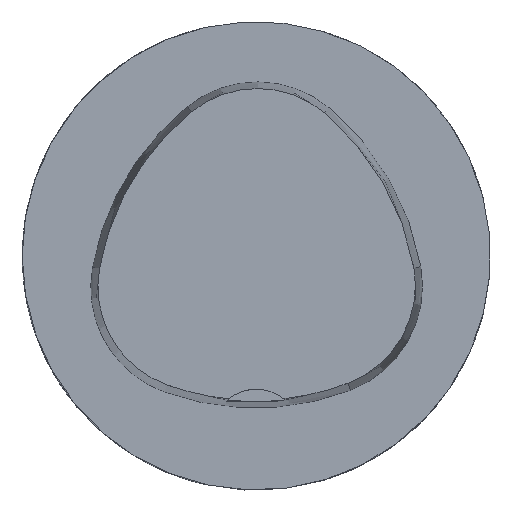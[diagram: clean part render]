
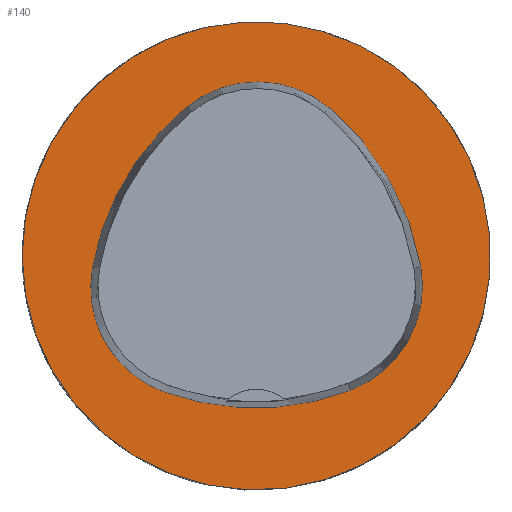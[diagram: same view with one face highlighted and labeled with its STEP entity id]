
A CAD part, top view. The second image highlights one B-rep face of the part: STEP entity #140.
In plain terms, the highlighted planar face has unit normal (0, 0, 1).
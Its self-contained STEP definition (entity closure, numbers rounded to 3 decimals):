
#140=ADVANCED_FACE('',(#232,#233),#169,.T.);
#169=PLANE('',#919);
#232=FACE_BOUND('',#302,.T.);
#233=FACE_BOUND('',#303,.T.);
#302=EDGE_LOOP('',(#516,#517,#518,#519,#520,#521));
#303=EDGE_LOOP('',(#522));
#321=CIRCLE('',#834,31.5);
#348=CIRCLE('',#896,36.);
#350=CIRCLE('',#899,15.);
#352=CIRCLE('',#902,36.);
#354=CIRCLE('',#905,15.);
#358=CIRCLE('',#910,36.);
#360=CIRCLE('',#913,15.);
#516=ORIENTED_EDGE('',*,*,#713,.T.);
#517=ORIENTED_EDGE('',*,*,#693,.T.);
#518=ORIENTED_EDGE('',*,*,#697,.T.);
#519=ORIENTED_EDGE('',*,*,#700,.T.);
#520=ORIENTED_EDGE('',*,*,#703,.T.);
#521=ORIENTED_EDGE('',*,*,#711,.T.);
#522=ORIENTED_EDGE('',*,*,#650,.F.);
#580=VERTEX_POINT('',#1275);
#615=VERTEX_POINT('',#1384);
#616=VERTEX_POINT('',#1385);
#619=VERTEX_POINT('',#1393);
#621=VERTEX_POINT('',#1399);
#623=VERTEX_POINT('',#1405);
#630=VERTEX_POINT('',#1426);
#650=EDGE_CURVE('',#580,#580,#321,.T.);
#693=EDGE_CURVE('',#615,#616,#348,.T.);
#697=EDGE_CURVE('',#616,#619,#350,.T.);
#700=EDGE_CURVE('',#619,#621,#352,.T.);
#703=EDGE_CURVE('',#621,#623,#354,.T.);
#711=EDGE_CURVE('',#623,#630,#358,.T.);
#713=EDGE_CURVE('',#630,#615,#360,.T.);
#834=AXIS2_PLACEMENT_3D('',#1274,#969,#970);
#896=AXIS2_PLACEMENT_3D('',#1383,#1105,#1106);
#899=AXIS2_PLACEMENT_3D('',#1392,#1113,#1114);
#902=AXIS2_PLACEMENT_3D('',#1398,#1120,#1121);
#905=AXIS2_PLACEMENT_3D('',#1404,#1127,#1128);
#910=AXIS2_PLACEMENT_3D('',#1427,#1139,#1140);
#913=AXIS2_PLACEMENT_3D('',#1430,#1145,#1146);
#919=AXIS2_PLACEMENT_3D('',#1436,#1157,#1158);
#969=DIRECTION('',(0.,0.,-1.));
#970=DIRECTION('',(-1.,0.,0.));
#1105=DIRECTION('',(0.,0.,-1.));
#1106=DIRECTION('',(-1.,0.,0.));
#1113=DIRECTION('',(0.,0.,-1.));
#1114=DIRECTION('',(-1.,0.,0.));
#1120=DIRECTION('',(0.,0.,-1.));
#1121=DIRECTION('',(-1.,0.,0.));
#1127=DIRECTION('',(0.,0.,-1.));
#1128=DIRECTION('',(-1.,0.,0.));
#1139=DIRECTION('',(0.,0.,-1.));
#1140=DIRECTION('',(-1.,0.,0.));
#1145=DIRECTION('',(0.,0.,-1.));
#1146=DIRECTION('',(-1.,0.,0.));
#1157=DIRECTION('',(0.,0.,1.));
#1158=DIRECTION('',(1.,0.,0.));
#1274=CARTESIAN_POINT('',(0.,0.,0.));
#1275=CARTESIAN_POINT('',(-31.5,0.,0.));
#1383=CARTESIAN_POINT('',(13.398,-7.893,0.));
#1384=CARTESIAN_POINT('',(-22.041,-1.562,0.));
#1385=CARTESIAN_POINT('',(-9.317,20.036,0.));
#1392=CARTESIAN_POINT('',(0.148,8.399,0.));
#1393=CARTESIAN_POINT('',(9.779,19.898,0.));
#1398=CARTESIAN_POINT('',(-13.337,-7.7,0.));
#1399=CARTESIAN_POINT('',(22.122,-1.48,0.));
#1404=CARTESIAN_POINT('',(7.347,-4.071,0.));
#1405=CARTESIAN_POINT('',(12.693,-18.087,0.));
#1426=CARTESIAN_POINT('',(-12.373,-18.307,0.));
#1427=CARTESIAN_POINT('',(-0.137,15.55,0.));
#1430=CARTESIAN_POINT('',(-7.275,-4.2,0.));
#1436=CARTESIAN_POINT('',(0.,0.,0.));
